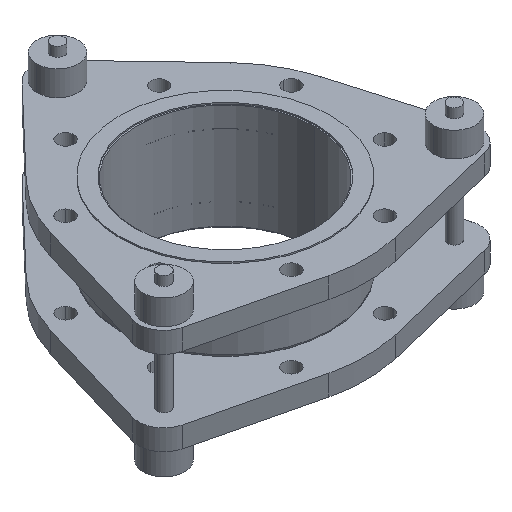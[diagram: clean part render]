
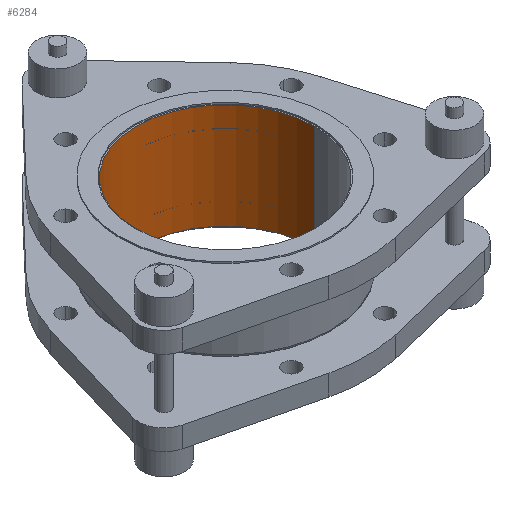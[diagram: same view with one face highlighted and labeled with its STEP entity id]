
A CAD part, isometric view. The second image highlights one B-rep face of the part: STEP entity #6284.
In plain terms, the highlighted cylindrical face has radius 107.5 mm (diameter 215 mm), a partial arc.
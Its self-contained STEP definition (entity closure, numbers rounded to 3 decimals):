
#713 = CARTESIAN_POINT ( 'NONE',  ( -107.5, 0., 0. ) ) ;
#1785 = DIRECTION ( 'NONE',  ( 0., 0., 1. ) ) ;
#1937 = EDGE_LOOP ( 'NONE', ( #22344, #6780, #18905, #4418 ) ) ;
#2847 = VERTEX_POINT ( 'NONE', #4763 ) ;
#3569 = DIRECTION ( 'NONE',  ( 0., 0., 1. ) ) ;
#3904 = CYLINDRICAL_SURFACE ( 'NONE', #29632, 107.5 ) ;
#4418 = ORIENTED_EDGE ( 'NONE', *, *, #24378, .T. ) ;
#4763 = CARTESIAN_POINT ( 'NONE',  ( -107.5, 0., -127. ) ) ;
#5252 = DIRECTION ( 'NONE',  ( 0., 0., 1. ) ) ;
#5559 = VERTEX_POINT ( 'NONE', #26403 ) ;
#5798 = CARTESIAN_POINT ( 'NONE',  ( 0., 0., 0. ) ) ;
#6122 = CARTESIAN_POINT ( 'NONE',  ( 0., 0., -127. ) ) ;
#6284 = ADVANCED_FACE ( 'NONE', ( #28533 ), #3904, .F. ) ;
#6780 = ORIENTED_EDGE ( 'NONE', *, *, #12855, .F. ) ;
#7053 = AXIS2_PLACEMENT_3D ( 'NONE', #6122, #1785, #25763 ) ;
#8607 = AXIS2_PLACEMENT_3D ( 'NONE', #5798, #3569, #30275 ) ;
#9139 = CIRCLE ( 'NONE', #8607, 107.5 ) ;
#11555 = EDGE_CURVE ( 'NONE', #2847, #28693, #16140, .T. ) ;
#12201 = VERTEX_POINT ( 'NONE', #18970 ) ;
#12855 = EDGE_CURVE ( 'NONE', #12201, #2847, #20839, .T. ) ;
#12964 = DIRECTION ( 'NONE',  ( 0., 0., 1. ) ) ;
#15478 = LINE ( 'NONE', #25205, #31076 ) ;
#16140 = LINE ( 'NONE', #25864, #27965 ) ;
#16564 = EDGE_CURVE ( 'NONE', #12201, #5559, #15478, .T. ) ;
#18905 = ORIENTED_EDGE ( 'NONE', *, *, #16564, .T. ) ;
#18970 = CARTESIAN_POINT ( 'NONE',  ( 107.5, 0., -127. ) ) ;
#20839 = CIRCLE ( 'NONE', #7053, 107.5 ) ;
#22344 = ORIENTED_EDGE ( 'NONE', *, *, #11555, .F. ) ;
#23243 = CARTESIAN_POINT ( 'NONE',  ( 0., 0., 10.973 ) ) ;
#24378 = EDGE_CURVE ( 'NONE', #5559, #28693, #9139, .T. ) ;
#25205 = CARTESIAN_POINT ( 'NONE',  ( 107.5, 0., 10.973 ) ) ;
#25763 = DIRECTION ( 'NONE',  ( 1., 0., 0. ) ) ;
#25864 = CARTESIAN_POINT ( 'NONE',  ( -107.5, 0., 10.973 ) ) ;
#26403 = CARTESIAN_POINT ( 'NONE',  ( 107.5, 0., 0. ) ) ;
#27965 = VECTOR ( 'NONE', #12964, 1000. ) ;
#28533 = FACE_OUTER_BOUND ( 'NONE', #1937, .T. ) ;
#28693 = VERTEX_POINT ( 'NONE', #713 ) ;
#29632 = AXIS2_PLACEMENT_3D ( 'NONE', #23243, #30468, #30942 ) ;
#30275 = DIRECTION ( 'NONE',  ( 1., 0., 0. ) ) ;
#30468 = DIRECTION ( 'NONE',  ( 0., 0., 1. ) ) ;
#30942 = DIRECTION ( 'NONE',  ( 1., 0., 0. ) ) ;
#31076 = VECTOR ( 'NONE', #5252, 1000. ) ;
